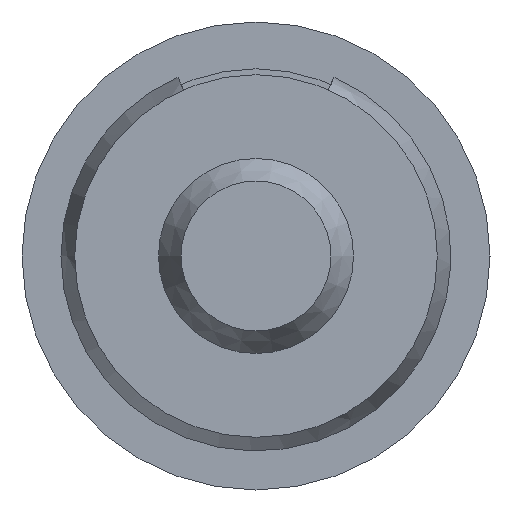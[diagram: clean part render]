
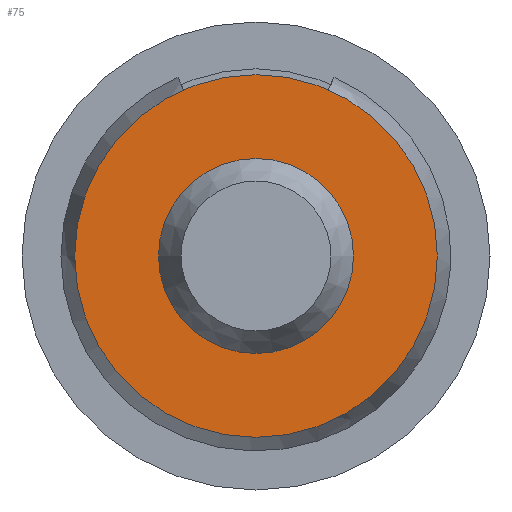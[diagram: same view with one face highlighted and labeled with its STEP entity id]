
A CAD part, left-side view. The second image highlights one B-rep face of the part: STEP entity #75.
In plain terms, the highlighted planar face has unit normal (-1, 0, 0).
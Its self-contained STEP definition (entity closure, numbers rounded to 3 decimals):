
#54=PLANE('',#344);
#75=ADVANCED_FACE('',(#129,#130),#54,.T.);
#129=FACE_BOUND('',#158,.T.);
#130=FACE_BOUND('',#159,.T.);
#158=EDGE_LOOP('',(#198));
#159=EDGE_LOOP('',(#199));
#198=ORIENTED_EDGE('',*,*,#273,.F.);
#199=ORIENTED_EDGE('',*,*,#272,.T.);
#246=VERTEX_POINT('',#509);
#247=VERTEX_POINT('',#512);
#272=EDGE_CURVE('',#246,#246,#297,.T.);
#273=EDGE_CURVE('',#247,#247,#298,.T.);
#297=CIRCLE('',#341,2.325);
#298=CIRCLE('',#343,1.25);
#341=AXIS2_PLACEMENT_3D('',#508,#408,#409);
#343=AXIS2_PLACEMENT_3D('',#511,#412,#413);
#344=AXIS2_PLACEMENT_3D('',#513,#414,#415);
#408=DIRECTION('',(-1.,0.,0.));
#409=DIRECTION('',(0.,1.,0.));
#412=DIRECTION('',(-1.,0.,0.));
#413=DIRECTION('',(0.,1.,0.));
#414=DIRECTION('',(-1.,0.,0.));
#415=DIRECTION('',(0.,1.,0.));
#508=CARTESIAN_POINT('',(7.1,0.,0.));
#509=CARTESIAN_POINT('',(7.1,2.325,0.));
#511=CARTESIAN_POINT('',(7.1,0.,0.));
#512=CARTESIAN_POINT('',(7.1,1.25,0.));
#513=CARTESIAN_POINT('',(7.1,-2.557,2.557));
